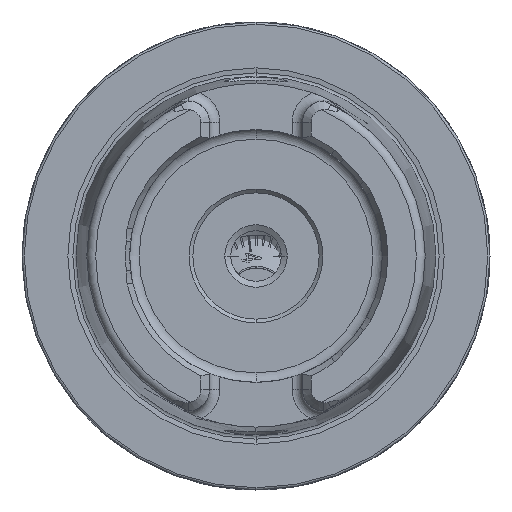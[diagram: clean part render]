
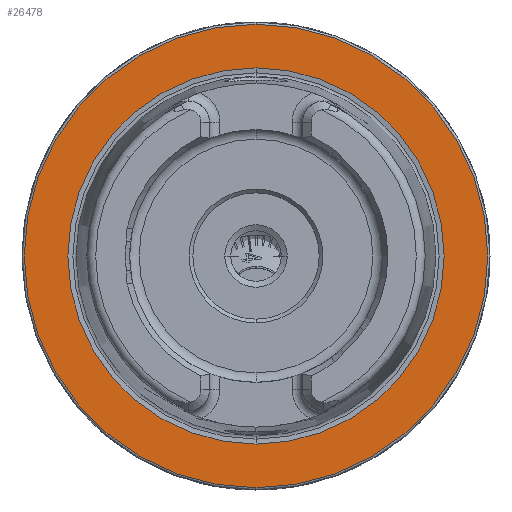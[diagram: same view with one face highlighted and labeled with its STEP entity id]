
A CAD part, left-side view. The second image highlights one B-rep face of the part: STEP entity #26478.
In plain terms, the highlighted planar face has unit normal (-1, 0, 0).
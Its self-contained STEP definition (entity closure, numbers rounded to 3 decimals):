
#2045 = EDGE_LOOP ( 'NONE', ( #2647, #15851 ) ) ;
#2647 = ORIENTED_EDGE ( 'NONE', *, *, #18943, .T. ) ;
#2768 = EDGE_CURVE ( 'NONE', #31395, #12100, #15436, .T. ) ;
#4638 = CARTESIAN_POINT ( 'NONE',  ( 0., 0., 0. ) ) ;
#5070 = CIRCLE ( 'NONE', #19092, 31.2 ) ;
#5366 = PLANE ( 'NONE',  #12936 ) ;
#7469 = CIRCLE ( 'NONE', #26176, 25.324 ) ;
#7717 = DIRECTION ( 'NONE',  ( 0., 0., 1. ) ) ;
#7810 = FACE_OUTER_BOUND ( 'NONE', #2045, .T. ) ;
#9093 = CIRCLE ( 'NONE', #13262, 31.2 ) ;
#9506 = EDGE_CURVE ( 'NONE', #12100, #31395, #7469, .T. ) ;
#10307 = CARTESIAN_POINT ( 'NONE',  ( 0., 0., -25.324 ) ) ;
#10354 = EDGE_LOOP ( 'NONE', ( #28954, #12435 ) ) ;
#10562 = CARTESIAN_POINT ( 'NONE',  ( 0., 31.2, 0. ) ) ;
#10871 = CARTESIAN_POINT ( 'NONE',  ( 0., 0., 0. ) ) ;
#12100 = VERTEX_POINT ( 'NONE', #10307 ) ;
#12435 = ORIENTED_EDGE ( 'NONE', *, *, #9506, .F. ) ;
#12936 = AXIS2_PLACEMENT_3D ( 'NONE', #10562, #15280, #25386 ) ;
#13262 = AXIS2_PLACEMENT_3D ( 'NONE', #10871, #20803, #15420 ) ;
#15062 = VERTEX_POINT ( 'NONE', #17238 ) ;
#15280 = DIRECTION ( 'NONE',  ( 1., 0., 0. ) ) ;
#15420 = DIRECTION ( 'NONE',  ( 0., 0., 1. ) ) ;
#15436 = CIRCLE ( 'NONE', #29952, 25.324 ) ;
#15851 = ORIENTED_EDGE ( 'NONE', *, *, #29874, .T. ) ;
#17238 = CARTESIAN_POINT ( 'NONE',  ( 0., 0., 31.2 ) ) ;
#17459 = DIRECTION ( 'NONE',  ( -1., 0., 0. ) ) ;
#17615 = DIRECTION ( 'NONE',  ( -1., 0., 0. ) ) ;
#18943 = EDGE_CURVE ( 'NONE', #15062, #24771, #5070, .T. ) ;
#19092 = AXIS2_PLACEMENT_3D ( 'NONE', #27208, #17615, #27532 ) ;
#19768 = CARTESIAN_POINT ( 'NONE',  ( 0., 0., -31.2 ) ) ;
#20803 = DIRECTION ( 'NONE',  ( -1., 0., 0. ) ) ;
#24406 = DIRECTION ( 'NONE',  ( -1., 0., 0. ) ) ;
#24771 = VERTEX_POINT ( 'NONE', #19768 ) ;
#25386 = DIRECTION ( 'NONE',  ( 0., 0., -1. ) ) ;
#26176 = AXIS2_PLACEMENT_3D ( 'NONE', #4638, #17459, #7717 ) ;
#26478 = ADVANCED_FACE ( 'NONE', ( #30075, #7810 ), #5366, .F. ) ;
#27208 = CARTESIAN_POINT ( 'NONE',  ( 0., 0., 0. ) ) ;
#27532 = DIRECTION ( 'NONE',  ( 0., 0., 1. ) ) ;
#28954 = ORIENTED_EDGE ( 'NONE', *, *, #2768, .F. ) ;
#29438 = CARTESIAN_POINT ( 'NONE',  ( 0., 0., 0. ) ) ;
#29874 = EDGE_CURVE ( 'NONE', #24771, #15062, #9093, .T. ) ;
#29952 = AXIS2_PLACEMENT_3D ( 'NONE', #29438, #24406, #31721 ) ;
#30075 = FACE_BOUND ( 'NONE', #10354, .T. ) ;
#30185 = CARTESIAN_POINT ( 'NONE',  ( 0., 0., 25.324 ) ) ;
#31395 = VERTEX_POINT ( 'NONE', #30185 ) ;
#31721 = DIRECTION ( 'NONE',  ( 0., 0., 1. ) ) ;
